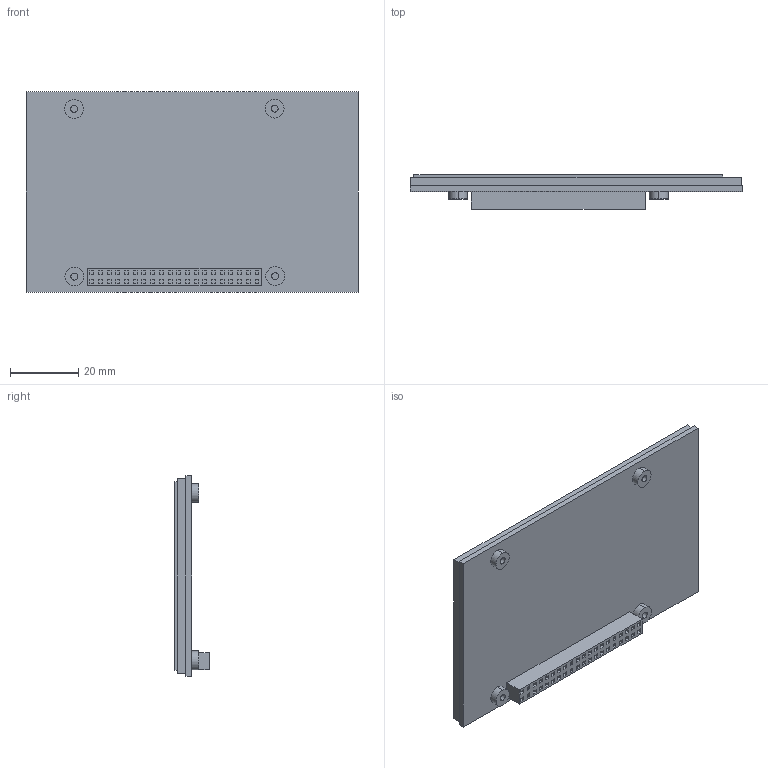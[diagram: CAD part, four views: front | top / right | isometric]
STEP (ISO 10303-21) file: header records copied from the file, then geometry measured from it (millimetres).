
FILE_DESCRIPTION (( 'STEP AP203' ), '1' );
FILE_NAME ('hyperpixel4.0.step', '2019-10-07T21:30:31', ( '' ), ( '' ), 'SwSTEP 2.0', 'SolidWorks 2017', '' );
FILE_SCHEMA (( 'CONFIG_CONTROL_DESIGN' ));
Length unit declared in the file: inch
Products named in the file (1): hyperpixel4.0
Bounding box: 97 x 10.03 x 58.5 mm (x, y, z)
Volume: 27899.2 mm3; surface area: 14572.9 mm2
Topology: 1 solids, 1 shells, 245 faces, 576 edges, 384 vertices
Faces by surface type: plane 229, cylinder 16
Entity records: 6981 total; most frequent: CARTESIAN_POINT 1206, ORIENTED_EDGE 1152, DIRECTION 1100, EDGE_CURVE 576, LINE 544, VECTOR 544, VERTEX_POINT 384, EDGE_LOOP 296
